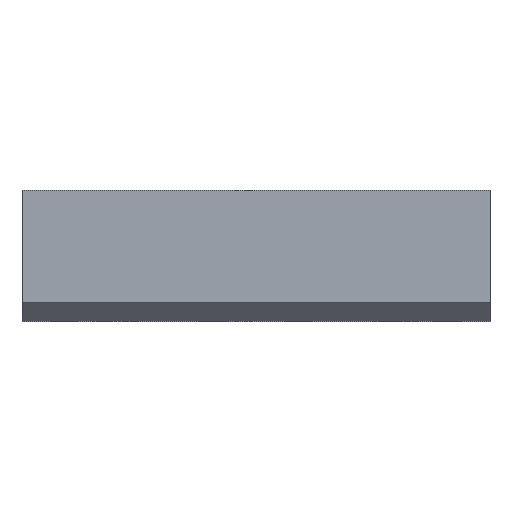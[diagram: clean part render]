
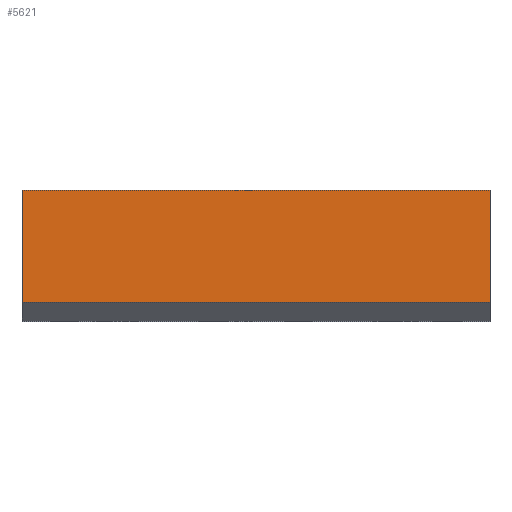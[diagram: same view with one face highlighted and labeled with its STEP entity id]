
A CAD part, top view. The second image highlights one B-rep face of the part: STEP entity #5621.
In plain terms, the highlighted planar face has unit normal (0, 0, 1).
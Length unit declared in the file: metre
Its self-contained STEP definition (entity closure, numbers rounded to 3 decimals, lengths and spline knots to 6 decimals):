
#91=LINE('',#8117,#787);
#292=LINE('',#8567,#988);
#294=LINE('',#8571,#990);
#295=LINE('',#8573,#991);
#787=VECTOR('',#6470,1.);
#988=VECTOR('',#6775,1.);
#990=VECTOR('',#6779,1.);
#991=VECTOR('',#6780,1.);
#1431=PLANE('',#5968);
#1998=ORIENTED_EDGE('',*,*,#3676,.T.);
#1999=ORIENTED_EDGE('',*,*,#3677,.T.);
#2000=ORIENTED_EDGE('',*,*,#3674,.F.);
#2001=ORIENTED_EDGE('',*,*,#3443,.F.);
#3443=EDGE_CURVE('',#4302,#4303,#91,.T.);
#3674=EDGE_CURVE('',#4303,#4500,#292,.T.);
#3676=EDGE_CURVE('',#4302,#4501,#294,.T.);
#3677=EDGE_CURVE('',#4501,#4500,#295,.T.);
#4302=VERTEX_POINT('',#8116);
#4303=VERTEX_POINT('',#8118);
#4500=VERTEX_POINT('',#8568);
#4501=VERTEX_POINT('',#8572);
#4977=EDGE_LOOP('',(#1998,#1999,#2000,#2001));
#5275=FACE_BOUND('',#4977,.T.);
#5621=ADVANCED_FACE('',(#5275),#1431,.T.);
#5968=AXIS2_PLACEMENT_3D('',#8570,#6777,#6778);
#6470=DIRECTION('',(1.,0.,0.));
#6775=DIRECTION('',(0.,-1.,0.));
#6777=DIRECTION('',(0.,0.,1.));
#6778=DIRECTION('',(1.,0.,0.));
#6779=DIRECTION('',(0.,-1.,0.));
#6780=DIRECTION('',(1.,0.,0.));
#8116=CARTESIAN_POINT('',(-0.025,-0.006,0.0574));
#8117=CARTESIAN_POINT('',(-0.025,-0.006,0.0574));
#8118=CARTESIAN_POINT('',(0.025,-0.006,0.0574));
#8567=CARTESIAN_POINT('',(0.025,-0.013,0.0574));
#8568=CARTESIAN_POINT('',(0.025,-0.018,0.0574));
#8570=CARTESIAN_POINT('',(-0.025,-0.013,0.0574));
#8571=CARTESIAN_POINT('',(-0.025,-0.013,0.0574));
#8572=CARTESIAN_POINT('',(-0.025,-0.018,0.0574));
#8573=CARTESIAN_POINT('',(-0.025,-0.018,0.0574));
